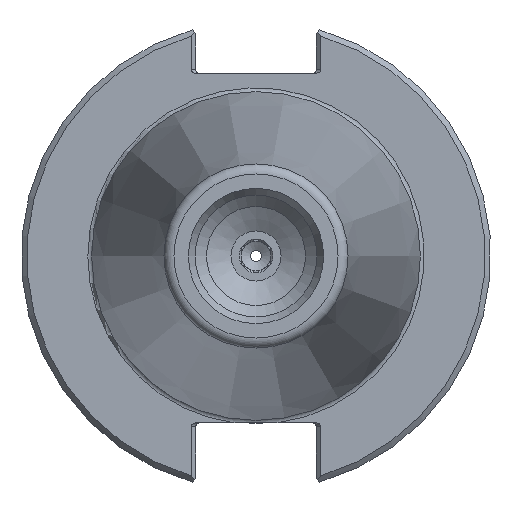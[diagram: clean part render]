
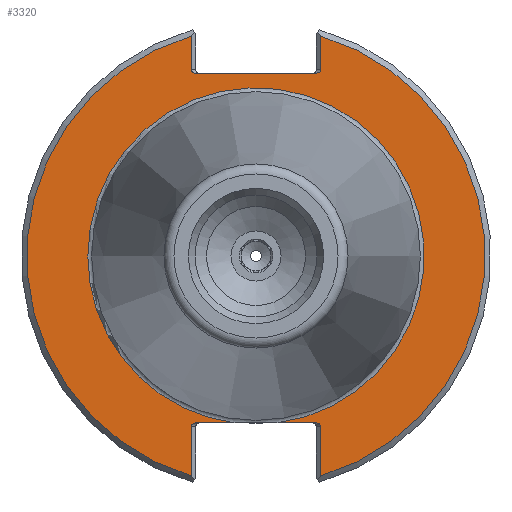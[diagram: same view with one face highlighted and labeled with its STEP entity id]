
A CAD part, left-side view. The second image highlights one B-rep face of the part: STEP entity #3320.
In plain terms, the highlighted planar face has unit normal (-1, 0, 0).
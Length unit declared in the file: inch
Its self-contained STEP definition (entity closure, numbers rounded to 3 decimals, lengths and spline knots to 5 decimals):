
#2378=CARTESIAN_POINT('',(0.125,0.345,0.992));
#2379=VERTEX_POINT('',#2378);
#2386=CARTESIAN_POINT('',(0.125,0.31672,0.972));
#2387=VERTEX_POINT('',#2386);
#2388=CARTESIAN_POINT('',(0.125,0.31672,0.992));
#2389=DIRECTION('',(-1.0,0.0,0.0));
#2390=DIRECTION('',(0.0,1.0,0.0));
#2391=AXIS2_PLACEMENT_3D('',#2388,#2389,#2390);
#2392=ELLIPSE('',#2391,0.02828,0.02);
#2393=EDGE_CURVE('',#2379,#2387,#2392,.T.);
#2478=CARTESIAN_POINT('',(0.125,0.345,1.1702));
#2479=VERTEX_POINT('',#2478);
#2486=CARTESIAN_POINT('',(0.125,0.345,1.1702));
#2487=DIRECTION('',(0.0,0.0,-1.0));
#2488=VECTOR('',#2487,0.1782);
#2489=LINE('',#2486,#2488);
#2490=EDGE_CURVE('',#2479,#2379,#2489,.T.);
#2590=CARTESIAN_POINT('',(0.125,-0.31672,0.972));
#2591=VERTEX_POINT('',#2590);
#2598=CARTESIAN_POINT('',(0.125,-0.345,0.992));
#2599=VERTEX_POINT('',#2598);
#2600=CARTESIAN_POINT('',(0.125,-0.31672,0.992));
#2601=DIRECTION('',(-1.0,0.0,0.0));
#2602=DIRECTION('',(0.0,-1.0,0.0));
#2603=AXIS2_PLACEMENT_3D('',#2600,#2601,#2602);
#2604=ELLIPSE('',#2603,0.02828,0.02);
#2605=EDGE_CURVE('',#2591,#2599,#2604,.T.);
#2655=CARTESIAN_POINT('',(0.125,-0.345,1.1702));
#2656=VERTEX_POINT('',#2655);
#2657=CARTESIAN_POINT('',(0.125,-0.345,0.992));
#2658=DIRECTION('',(0.0,0.0,1.0));
#2659=VECTOR('',#2658,0.1782);
#2660=LINE('',#2657,#2659);
#2661=EDGE_CURVE('',#2599,#2656,#2660,.T.);
#2679=CARTESIAN_POINT('',(0.125,-0.345,-0.908));
#2680=VERTEX_POINT('',#2679);
#2681=CARTESIAN_POINT('',(0.125,-0.31672,-0.888));
#2682=VERTEX_POINT('',#2681);
#2683=CARTESIAN_POINT('',(0.125,-0.31672,-0.908));
#2684=DIRECTION('',(-1.0,0.0,0.0));
#2685=DIRECTION('',(0.0,-1.0,0.0));
#2686=AXIS2_PLACEMENT_3D('',#2683,#2684,#2685);
#2687=ELLIPSE('',#2686,0.02828,0.02);
#2688=EDGE_CURVE('',#2680,#2682,#2687,.T.);
#2786=CARTESIAN_POINT('',(0.125,-0.345,-1.1702));
#2787=VERTEX_POINT('',#2786);
#2794=CARTESIAN_POINT('',(0.125,-0.345,-1.1702));
#2795=DIRECTION('',(0.0,0.0,1.0));
#2796=VECTOR('',#2795,0.2622);
#2797=LINE('',#2794,#2796);
#2798=EDGE_CURVE('',#2787,#2680,#2797,.T.);
#2898=CARTESIAN_POINT('',(0.125,0.31672,-0.888));
#2899=VERTEX_POINT('',#2898);
#2906=CARTESIAN_POINT('',(0.125,0.345,-0.908));
#2907=VERTEX_POINT('',#2906);
#2908=CARTESIAN_POINT('',(0.125,0.31672,-0.908));
#2909=DIRECTION('',(-1.0,0.0,0.0));
#2910=DIRECTION('',(0.0,1.0,0.0));
#2911=AXIS2_PLACEMENT_3D('',#2908,#2909,#2910);
#2912=ELLIPSE('',#2911,0.02828,0.02);
#2913=EDGE_CURVE('',#2899,#2907,#2912,.T.);
#2963=CARTESIAN_POINT('',(0.125,0.345,-1.1702));
#2964=VERTEX_POINT('',#2963);
#2965=CARTESIAN_POINT('',(0.125,0.345,-0.908));
#2966=DIRECTION('',(0.0,0.0,-1.0));
#2967=VECTOR('',#2966,0.2622);
#2968=LINE('',#2965,#2967);
#2969=EDGE_CURVE('',#2907,#2964,#2968,.T.);
#3036=CARTESIAN_POINT('',(0.125,0.31672,0.972));
#3037=DIRECTION('',(0.0,-1.0,0.0));
#3038=VECTOR('',#3037,0.63343);
#3039=LINE('',#3036,#3038);
#3040=EDGE_CURVE('',#2387,#2591,#3039,.T.);
#3238=CARTESIAN_POINT('',(0.125,-0.11172,-0.888));
#3239=VERTEX_POINT('',#3238);
#3240=CARTESIAN_POINT('',(0.125,0.11172,-0.888));
#3241=VERTEX_POINT('',#3240);
#3256=CARTESIAN_POINT('',(0.125,0.,0.0));
#3257=DIRECTION('',(-1.0,0.0,0.0));
#3258=DIRECTION('',(0.0,-1.0,0.0));
#3259=AXIS2_PLACEMENT_3D('',#3256,#3257,#3258);
#3260=CIRCLE('',#3259,0.895);
#3261=EDGE_CURVE('',#3239,#3241,#3260,.T.);
#3277=CARTESIAN_POINT('',(0.125,1.0625,0.0));
#3278=DIRECTION('',(-1.0,0.0,0.0));
#3279=DIRECTION('',(0.0,0.0,1.0));
#3280=AXIS2_PLACEMENT_3D('',#3277,#3278,#3279);
#3281=PLANE('',#3280);
#3282=ORIENTED_EDGE('',*,*,#3261,.F.);
#3283=CARTESIAN_POINT('',(0.125,-0.31672,-0.888));
#3284=DIRECTION('',(0.0,1.0,0.0));
#3285=VECTOR('',#3284,0.205);
#3286=LINE('',#3283,#3285);
#3287=EDGE_CURVE('',#2682,#3239,#3286,.T.);
#3288=ORIENTED_EDGE('',*,*,#3287,.F.);
#3289=ORIENTED_EDGE('',*,*,#2688,.F.);
#3290=ORIENTED_EDGE('',*,*,#2798,.F.);
#3291=CARTESIAN_POINT('',(0.125,0.,0.0));
#3292=DIRECTION('',(1.0,0.0,0.0));
#3293=DIRECTION('',(0.0,-1.0,0.0));
#3294=AXIS2_PLACEMENT_3D('',#3291,#3292,#3293);
#3295=CIRCLE('',#3294,1.22);
#3296=EDGE_CURVE('',#2656,#2787,#3295,.T.);
#3297=ORIENTED_EDGE('',*,*,#3296,.F.);
#3298=ORIENTED_EDGE('',*,*,#2661,.F.);
#3299=ORIENTED_EDGE('',*,*,#2605,.F.);
#3300=ORIENTED_EDGE('',*,*,#3040,.F.);
#3301=ORIENTED_EDGE('',*,*,#2393,.F.);
#3302=ORIENTED_EDGE('',*,*,#2490,.F.);
#3303=CARTESIAN_POINT('',(0.125,0.,0.0));
#3304=DIRECTION('',(1.0,0.0,0.0));
#3305=DIRECTION('',(0.0,1.0,0.0));
#3306=AXIS2_PLACEMENT_3D('',#3303,#3304,#3305);
#3307=CIRCLE('',#3306,1.22);
#3308=EDGE_CURVE('',#2964,#2479,#3307,.T.);
#3309=ORIENTED_EDGE('',*,*,#3308,.F.);
#3310=ORIENTED_EDGE('',*,*,#2969,.F.);
#3311=ORIENTED_EDGE('',*,*,#2913,.F.);
#3312=CARTESIAN_POINT('',(0.125,0.11172,-0.888));
#3313=DIRECTION('',(0.0,1.0,0.0));
#3314=VECTOR('',#3313,0.205);
#3315=LINE('',#3312,#3314);
#3316=EDGE_CURVE('',#3241,#2899,#3315,.T.);
#3317=ORIENTED_EDGE('',*,*,#3316,.F.);
#3318=EDGE_LOOP('',(#3282,#3288,#3289,#3290,#3297,#3298,#3299,#3300,#3301,#3302,#3309,#3310,#3311,#3317));
#3319=FACE_OUTER_BOUND('',#3318,.T.);
#3320=ADVANCED_FACE('',(#3319),#3281,.T.);
